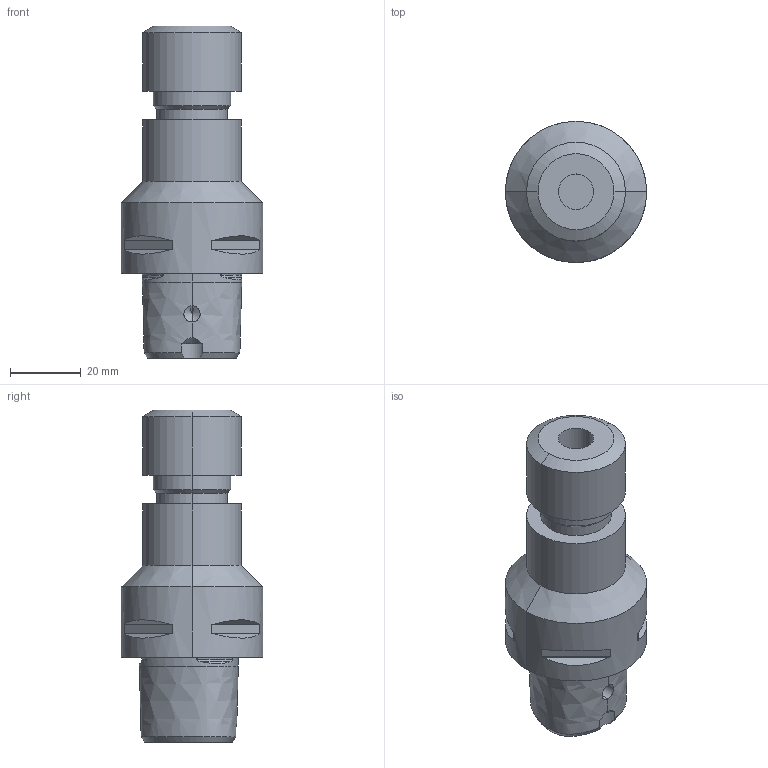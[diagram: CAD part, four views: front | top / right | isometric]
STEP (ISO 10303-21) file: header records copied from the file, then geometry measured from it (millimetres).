
FILE_DESCRIPTION (( 'STEP AP203' ), '1' );
FILE_NAME ('141.122.16.070.STEP', '2020-05-26T06:14:54', ( '' ), ( '' ), 'SwSTEP 2.0', 'SolidWorks 2017', '' );
FILE_SCHEMA (( 'CONFIG_CONTROL_DESIGN' ));
Length unit declared in the file: millimetre
Products named in the file (1): 141.122.16.070
Bounding box: 40 x 40 x 94 mm (x, y, z)
Volume: 58908.7 mm3; surface area: 14395.8 mm2
Topology: 1 solids, 1 shells, 92 faces, 212 edges, 128 vertices
Faces by surface type: plane 30, cylinder 25, cone 22, torus 9, bspline 6
Entity records: 4724 total; most frequent: CARTESIAN_POINT 2639, DIRECTION 418, ORIENTED_EDGE 416, EDGE_CURVE 208, AXIS2_PLACEMENT_3D 176, VERTEX_POINT 128, EDGE_LOOP 104, FACE_OUTER_BOUND 92
